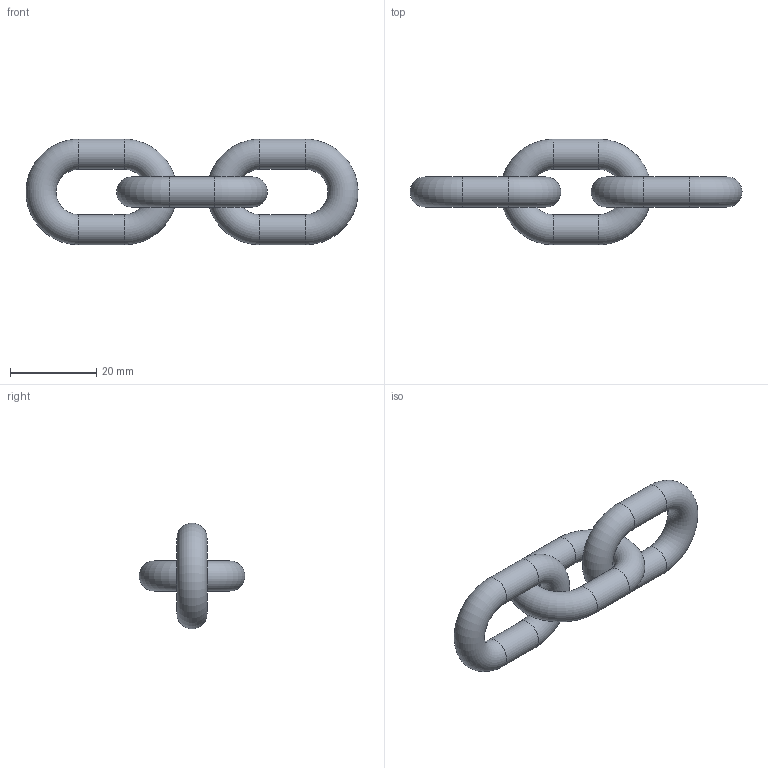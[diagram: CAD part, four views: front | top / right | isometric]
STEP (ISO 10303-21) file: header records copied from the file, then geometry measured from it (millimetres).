
FILE_DESCRIPTION(/* description */ (''),/* implementation_level */ '2;1');
FILE_NAME(/* name */ 'WIN7 400',/* time_stamp */ '2009-11-17T09:15:04+01:00',/* author */ (''),/* organization */ (''),/* preprocessor_version */ 'ST-DEVELOPER v9',/* originating_system */ 'UGS - NX 4.0',/* authorisation */ '');
FILE_SCHEMA (('AUTOMOTIVE_DESIGN { 1 0 10303 214 1 1 1 1 }'));
Length unit declared in the file: millimetre
Products named in the file (1): ritBE3C8qtz
Bounding box: 76.97 x 24.5 x 24.5 mm (x, y, z)
Volume: 8771.9 mm3; surface area: 5012.5 mm2
Topology: 3 solids, 3 shells, 12 faces, 24 edges, 12 vertices
Faces by surface type: torus 6, cylinder 6
Full cylindrical faces by diameter (mm): 7 x6
Entity records: 290 total; most frequent: DIRECTION 50, CARTESIAN_POINT 37, AXIS2_PLACEMENT_3D 25, FACE_BOUND 24, EDGE_LOOP 24, ORIENTED_EDGE 24, ADVANCED_FACE 12, VERTEX_POINT 12
